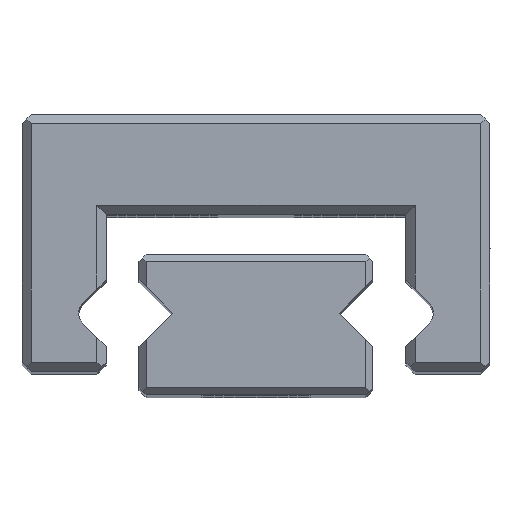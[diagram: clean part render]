
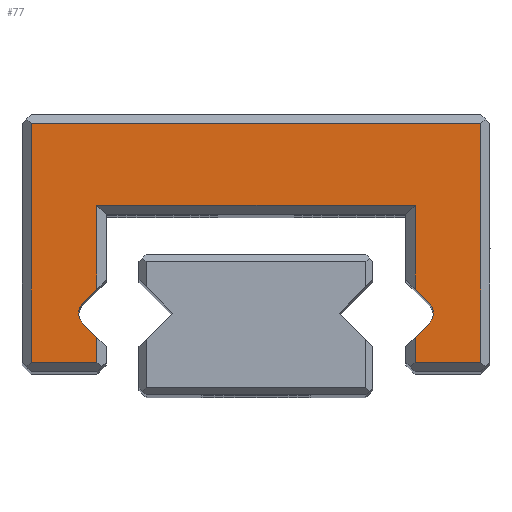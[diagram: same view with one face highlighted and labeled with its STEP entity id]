
A CAD part, top view. The second image highlights one B-rep face of the part: STEP entity #77.
In plain terms, the highlighted planar face has unit normal (0, 0, 1).
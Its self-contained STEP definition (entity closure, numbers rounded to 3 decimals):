
#77 = ADVANCED_FACE ( 'NONE', ( #11668 ), #11662, .T. ) ;
#190 = EDGE_CURVE ( 'NONE', #10008, #10392, #7654, .T. ) ;
#191 = EDGE_CURVE ( 'NONE', #10389, #10008, #7661, .T. ) ;
#192 = EDGE_CURVE ( 'NONE', #10397, #10389, #7679, .T. ) ;
#193 = EDGE_CURVE ( 'NONE', #10010, #10404, #7684, .T. ) ;
#194 = EDGE_CURVE ( 'NONE', #10011, #10010, #7691, .T. ) ;
#195 = EDGE_CURVE ( 'NONE', #10012, #10011, #7694, .T. ) ;
#196 = EDGE_CURVE ( 'NONE', #10013, #10012, #7700, .T. ) ;
#197 = EDGE_CURVE ( 'NONE', #10403, #10013, #7707, .T. ) ;
#198 = EDGE_CURVE ( 'NONE', #10421, #10403, #7711, .T. ) ;
#199 = EDGE_CURVE ( 'NONE', #10412, #10421, #7717, .T. ) ;
#223 = EDGE_CURVE ( 'NONE', #10415, #10412, #6821, .T. ) ;
#228 = EDGE_CURVE ( 'NONE', #10381, #10415, #9353, .T. ) ;
#232 = EDGE_CURVE ( 'NONE', #10392, #10381, #6842, .T. ) ;
#241 = EDGE_CURVE ( 'NONE', #1226, #10397, #6875, .T. ) ;
#247 = EDGE_CURVE ( 'NONE', #10385, #1284, #9335, .T. ) ;
#249 = EDGE_CURVE ( 'NONE', #10404, #10385, #6895, .T. ) ;
#649 = CARTESIAN_POINT ( 'NONE',  ( -3.49, 1.25, 17.5 ) ) ;
#650 = DIRECTION ( 'NONE',  ( 0., 0., -1. ) ) ;
#651 = DIRECTION ( 'NONE',  ( 1., 0., 0. ) ) ;
#1226 = VERTEX_POINT ( 'NONE', #2818 ) ;
#1284 = VERTEX_POINT ( 'NONE', #3965 ) ;
#1337 = EDGE_LOOP ( 'NONE', ( #3113, #3114, #3115, #3116, #3117, #3118, #3119, #3120, #3121, #3122, #3123, #3124, #3125, #3126, #3127, #3128, #3129 ) ) ;
#2376 = CARTESIAN_POINT ( 'NONE',  ( 3.4, 3.55, 17.5 ) ) ;
#2378 = CARTESIAN_POINT ( 'NONE',  ( -3.4, 0.2, 17.5 ) ) ;
#2379 = CARTESIAN_POINT ( 'NONE',  ( -4.8, 0.2, 17.5 ) ) ;
#2380 = CARTESIAN_POINT ( 'NONE',  ( -4.8, 5.3, 17.5 ) ) ;
#2381 = CARTESIAN_POINT ( 'NONE',  ( 4.8, 5.3, 17.5 ) ) ;
#2818 = CARTESIAN_POINT ( 'NONE',  ( -3.701, 1.463, 17.5 ) ) ;
#3113 = ORIENTED_EDGE ( 'NONE', *, *, #223, .T. ) ;
#3114 = ORIENTED_EDGE ( 'NONE', *, *, #199, .T. ) ;
#3115 = ORIENTED_EDGE ( 'NONE', *, *, #198, .T. ) ;
#3116 = ORIENTED_EDGE ( 'NONE', *, *, #197, .T. ) ;
#3117 = ORIENTED_EDGE ( 'NONE', *, *, #196, .T. ) ;
#3118 = ORIENTED_EDGE ( 'NONE', *, *, #195, .T. ) ;
#3119 = ORIENTED_EDGE ( 'NONE', *, *, #194, .T. ) ;
#3120 = ORIENTED_EDGE ( 'NONE', *, *, #193, .T. ) ;
#3121 = ORIENTED_EDGE ( 'NONE', *, *, #249, .T. ) ;
#3122 = ORIENTED_EDGE ( 'NONE', *, *, #247, .T. ) ;
#3123 = ORIENTED_EDGE ( 'NONE', *, *, #3719, .T. ) ;
#3124 = ORIENTED_EDGE ( 'NONE', *, *, #241, .T. ) ;
#3125 = ORIENTED_EDGE ( 'NONE', *, *, #192, .T. ) ;
#3126 = ORIENTED_EDGE ( 'NONE', *, *, #191, .T. ) ;
#3127 = ORIENTED_EDGE ( 'NONE', *, *, #190, .T. ) ;
#3128 = ORIENTED_EDGE ( 'NONE', *, *, #232, .T. ) ;
#3129 = ORIENTED_EDGE ( 'NONE', *, *, #228, .T. ) ;
#3601 = CIRCLE ( 'NONE', #3603, 0.3 ) ;
#3603 = AXIS2_PLACEMENT_3D ( 'NONE', #649, #650, #651 ) ;
#3719 = EDGE_CURVE ( 'NONE', #1284, #1226, #3601, .T. ) ;
#3965 = CARTESIAN_POINT ( 'NONE',  ( -3.79, 1.25, 17.5 ) ) ;
#6821 = LINE ( 'NONE', #6822, #9359 ) ;
#6822 = CARTESIAN_POINT ( 'NONE',  ( 3.2, 0.54, 17.5 ) ) ;
#6823 = DIRECTION ( 'NONE',  ( -0.71, -0.704, 0. ) ) ;
#6838 = CARTESIAN_POINT ( 'NONE',  ( 3.49, 1.25, 17.5 ) ) ;
#6839 = DIRECTION ( 'NONE',  ( 0., 0., -1. ) ) ;
#6840 = DIRECTION ( 'NONE',  ( -1., 0., 0. ) ) ;
#6842 = LINE ( 'NONE', #6850, #9349 ) ;
#6850 = CARTESIAN_POINT ( 'NONE',  ( 3.701, 1.463, 17.5 ) ) ;
#6851 = DIRECTION ( 'NONE',  ( 0.71, -0.704, 0. ) ) ;
#6875 = LINE ( 'NONE', #6876, #9337 ) ;
#6876 = CARTESIAN_POINT ( 'NONE',  ( -3.701, 1.463, 17.5 ) ) ;
#6877 = DIRECTION ( 'NONE',  ( 0.71, 0.704, 0. ) ) ;
#6895 = LINE ( 'NONE', #6901, #9331 ) ;
#6896 = CARTESIAN_POINT ( 'NONE',  ( -3.49, 1.25, 17.5 ) ) ;
#6897 = DIRECTION ( 'NONE',  ( 0., 0., -1. ) ) ;
#6898 = DIRECTION ( 'NONE',  ( 1., 0., 0. ) ) ;
#6901 = CARTESIAN_POINT ( 'NONE',  ( -3.2, 0.54, 17.5 ) ) ;
#6902 = DIRECTION ( 'NONE',  ( -0.71, 0.704, 0. ) ) ;
#7654 = LINE ( 'NONE', #7669, #9403 ) ;
#7661 = LINE ( 'NONE', #7675, #9407 ) ;
#7669 = CARTESIAN_POINT ( 'NONE',  ( 3.4, 1.96, 17.5 ) ) ;
#7673 = DIRECTION ( 'NONE',  ( 0., -1., 0. ) ) ;
#7675 = CARTESIAN_POINT ( 'NONE',  ( 3.2, 3.55, 17.5 ) ) ;
#7678 = DIRECTION ( 'NONE',  ( 1., 0., 0. ) ) ;
#7679 = LINE ( 'NONE', #7680, #9402 ) ;
#7680 = CARTESIAN_POINT ( 'NONE',  ( -3.4, 3.35, 17.5 ) ) ;
#7682 = DIRECTION ( 'NONE',  ( 0., 1., 0. ) ) ;
#7684 = LINE ( 'NONE', #7687, #9401 ) ;
#7687 = CARTESIAN_POINT ( 'NONE',  ( -3.4, 0.54, 17.5 ) ) ;
#7689 = DIRECTION ( 'NONE',  ( 0., 1., 0. ) ) ;
#7691 = LINE ( 'NONE', #7692, #9400 ) ;
#7692 = CARTESIAN_POINT ( 'NONE',  ( -3.4, 0.2, 17.5 ) ) ;
#7693 = DIRECTION ( 'NONE',  ( 1., 0., 0. ) ) ;
#7694 = LINE ( 'NONE', #7697, #9399 ) ;
#7697 = CARTESIAN_POINT ( 'NONE',  ( -4.8, 0.2, 17.5 ) ) ;
#7699 = DIRECTION ( 'NONE',  ( 0., -1., 0. ) ) ;
#7700 = LINE ( 'NONE', #7703, #9398 ) ;
#7703 = CARTESIAN_POINT ( 'NONE',  ( -4.8, 5.3, 17.5 ) ) ;
#7705 = DIRECTION ( 'NONE',  ( -1., 0., 0. ) ) ;
#7707 = LINE ( 'NONE', #7709, #9397 ) ;
#7709 = CARTESIAN_POINT ( 'NONE',  ( 4.8, 5.3, 17.5 ) ) ;
#7710 = DIRECTION ( 'NONE',  ( 0., 1., 0. ) ) ;
#7711 = LINE ( 'NONE', #7713, #9396 ) ;
#7713 = CARTESIAN_POINT ( 'NONE',  ( 4.8, 0.2, 17.5 ) ) ;
#7715 = DIRECTION ( 'NONE',  ( 1., 0., 0. ) ) ;
#7717 = LINE ( 'NONE', #7719, #9395 ) ;
#7719 = CARTESIAN_POINT ( 'NONE',  ( 3.4, 0.2, 17.5 ) ) ;
#7721 = DIRECTION ( 'NONE',  ( 0., -1., 0. ) ) ;
#8215 = AXIS2_PLACEMENT_3D ( 'NONE', #11664, #11670, #11671 ) ;
#9327 = AXIS2_PLACEMENT_3D ( 'NONE', #6896, #6897, #6898 ) ;
#9331 = VECTOR ( 'NONE', #6902, 1000. ) ;
#9335 = CIRCLE ( 'NONE', #9327, 0.3 ) ;
#9337 = VECTOR ( 'NONE', #6877, 1000. ) ;
#9349 = VECTOR ( 'NONE', #6851, 1000. ) ;
#9351 = AXIS2_PLACEMENT_3D ( 'NONE', #6838, #6839, #6840 ) ;
#9353 = CIRCLE ( 'NONE', #9351, 0.3 ) ;
#9359 = VECTOR ( 'NONE', #6823, 1000. ) ;
#9395 = VECTOR ( 'NONE', #7721, 1000. ) ;
#9396 = VECTOR ( 'NONE', #7715, 1000. ) ;
#9397 = VECTOR ( 'NONE', #7710, 1000. ) ;
#9398 = VECTOR ( 'NONE', #7705, 1000. ) ;
#9399 = VECTOR ( 'NONE', #7699, 1000. ) ;
#9400 = VECTOR ( 'NONE', #7693, 1000. ) ;
#9401 = VECTOR ( 'NONE', #7689, 1000. ) ;
#9402 = VECTOR ( 'NONE', #7682, 1000. ) ;
#9403 = VECTOR ( 'NONE', #7673, 1000. ) ;
#9407 = VECTOR ( 'NONE', #7678, 1000. ) ;
#10008 = VERTEX_POINT ( 'NONE', #2376 ) ;
#10010 = VERTEX_POINT ( 'NONE', #2378 ) ;
#10011 = VERTEX_POINT ( 'NONE', #2379 ) ;
#10012 = VERTEX_POINT ( 'NONE', #2380 ) ;
#10013 = VERTEX_POINT ( 'NONE', #2381 ) ;
#10381 = VERTEX_POINT ( 'NONE', #11770 ) ;
#10385 = VERTEX_POINT ( 'NONE', #11772 ) ;
#10389 = VERTEX_POINT ( 'NONE', #11775 ) ;
#10392 = VERTEX_POINT ( 'NONE', #11778 ) ;
#10397 = VERTEX_POINT ( 'NONE', #11783 ) ;
#10403 = VERTEX_POINT ( 'NONE', #11789 ) ;
#10404 = VERTEX_POINT ( 'NONE', #11790 ) ;
#10412 = VERTEX_POINT ( 'NONE', #11798 ) ;
#10415 = VERTEX_POINT ( 'NONE', #11801 ) ;
#10421 = VERTEX_POINT ( 'NONE', #11807 ) ;
#11662 = PLANE ( 'NONE',  #8215 ) ;
#11664 = CARTESIAN_POINT ( 'NONE',  ( -3.49, 1.25, 17.5 ) ) ;
#11668 = FACE_OUTER_BOUND ( 'NONE', #1337, .T. ) ;
#11670 = DIRECTION ( 'NONE',  ( 0., 0., 1. ) ) ;
#11671 = DIRECTION ( 'NONE',  ( 1., 0., 0. ) ) ;
#11770 = CARTESIAN_POINT ( 'NONE',  ( 3.701, 1.463, 17.5 ) ) ;
#11772 = CARTESIAN_POINT ( 'NONE',  ( -3.701, 1.037, 17.5 ) ) ;
#11775 = CARTESIAN_POINT ( 'NONE',  ( -3.4, 3.55, 17.5 ) ) ;
#11778 = CARTESIAN_POINT ( 'NONE',  ( 3.4, 1.762, 17.5 ) ) ;
#11783 = CARTESIAN_POINT ( 'NONE',  ( -3.4, 1.762, 17.5 ) ) ;
#11789 = CARTESIAN_POINT ( 'NONE',  ( 4.8, 0.2, 17.5 ) ) ;
#11790 = CARTESIAN_POINT ( 'NONE',  ( -3.4, 0.738, 17.5 ) ) ;
#11798 = CARTESIAN_POINT ( 'NONE',  ( 3.4, 0.738, 17.5 ) ) ;
#11801 = CARTESIAN_POINT ( 'NONE',  ( 3.701, 1.037, 17.5 ) ) ;
#11807 = CARTESIAN_POINT ( 'NONE',  ( 3.4, 0.2, 17.5 ) ) ;
